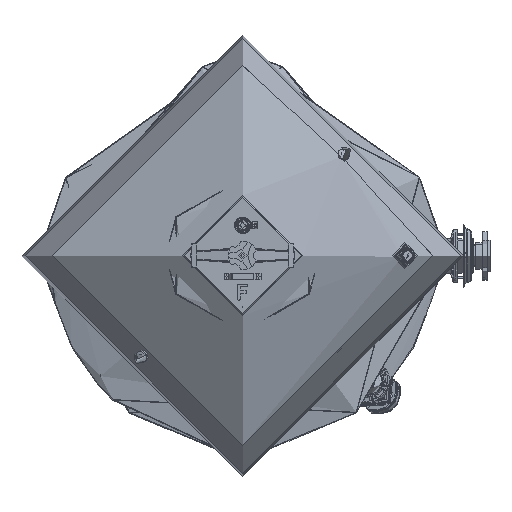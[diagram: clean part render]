
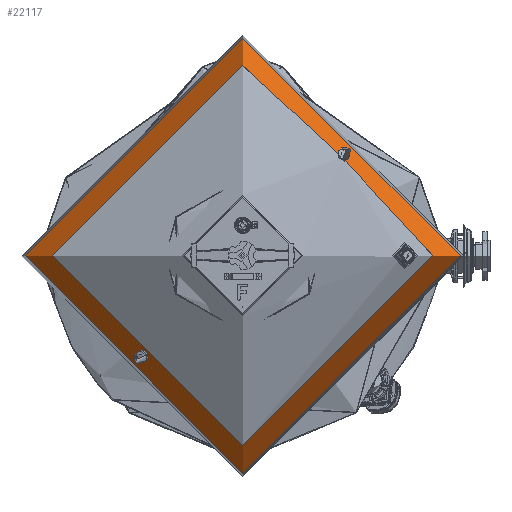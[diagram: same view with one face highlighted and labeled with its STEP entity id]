
A CAD part, top view. The second image highlights one B-rep face of the part: STEP entity #22117.
In plain terms, the highlighted toroidal (fillet/blend) face has major radius 660.222 mm and minor radius 256.341 mm.
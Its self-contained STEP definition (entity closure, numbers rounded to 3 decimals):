
#22117 = ADVANCED_FACE( '', ( #33327, #33328 ), #33329, .T. );
#33327 = FACE_OUTER_BOUND( '', #37538, .T. );
#33328 = FACE_OUTER_BOUND( '', #37539, .T. );
#33329 = TOROIDAL_SURFACE( '', #37540, 660.223, 256.341 );
#37538 = EDGE_LOOP( '', ( #43669 ) );
#37539 = EDGE_LOOP( '', ( #43670 ) );
#37540 = AXIS2_PLACEMENT_3D( '', #43671, #43672, #43673 );
#43669 = ORIENTED_EDGE( '', *, *, #80428, .F. );
#43670 = ORIENTED_EDGE( '', *, *, #80426, .T. );
#43671 = CARTESIAN_POINT( '', ( 0., 0., 400.758 ) );
#43672 = DIRECTION( '', ( 0., 0., -1. ) );
#43673 = DIRECTION( '', ( -1., 0., 0. ) );
#80426 = EDGE_CURVE( '', #85014, #85014, #85015, .T. );
#80428 = EDGE_CURVE( '', #85018, #85018, #85019, .T. );
#85014 = VERTEX_POINT( '', #85711 );
#85015 = CIRCLE( '', #85712, 789.02 );
#85018 = VERTEX_POINT( '', #85715 );
#85019 = CIRCLE( '', #85716, 902.3 );
#85711 = CARTESIAN_POINT( '', ( -789.02, 0., 622.393 ) );
#85712 = AXIS2_PLACEMENT_3D( '', #86682, #86683, #86684 );
#85715 = CARTESIAN_POINT( '', ( -902.3, 0., 485.075 ) );
#85716 = AXIS2_PLACEMENT_3D( '', #86688, #86689, #86690 );
#86682 = CARTESIAN_POINT( '', ( 0., 0., 622.393 ) );
#86683 = DIRECTION( '', ( 0., 0., -1. ) );
#86684 = DIRECTION( '', ( -1., 0., 0. ) );
#86688 = CARTESIAN_POINT( '', ( 0., 0., 485.075 ) );
#86689 = DIRECTION( '', ( 0., 0., -1. ) );
#86690 = DIRECTION( '', ( -1., 0., 0. ) );
